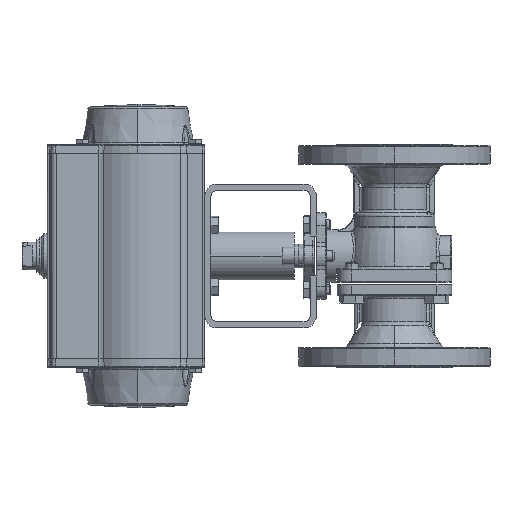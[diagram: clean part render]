
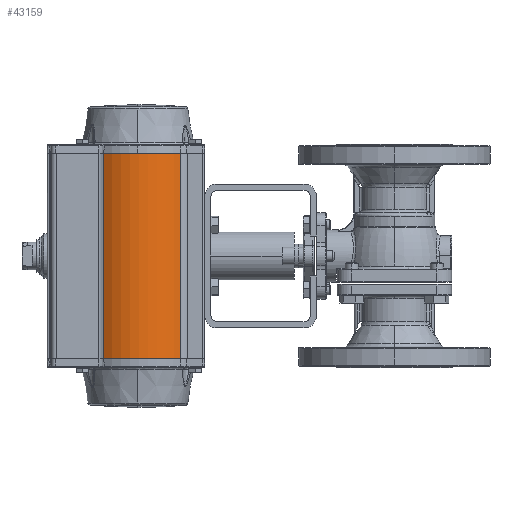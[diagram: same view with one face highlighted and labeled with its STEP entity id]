
A CAD part, left-side view. The second image highlights one B-rep face of the part: STEP entity #43159.
In plain terms, the highlighted cylindrical face has radius 47.5 mm (diameter 95 mm), a partial arc.
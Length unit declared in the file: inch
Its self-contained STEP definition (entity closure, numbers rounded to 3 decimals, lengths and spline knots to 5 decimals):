
#2394 = DIRECTION ( 'NONE',  ( 0., 0., -1. ) ) ;
#3976 = EDGE_CURVE ( 'NONE', #36671, #4198, #27962, .T. ) ;
#3982 = VERTEX_POINT ( 'NONE', #71480 ) ;
#4198 = VERTEX_POINT ( 'NONE', #69114 ) ;
#4754 = ORIENTED_EDGE ( 'NONE', *, *, #52439, .T. ) ;
#5512 = EDGE_LOOP ( 'NONE', ( #4754, #62184, #63300, #12211 ) ) ;
#10460 = DIRECTION ( 'NONE',  ( 0., -1., 0. ) ) ;
#11057 = VECTOR ( 'NONE', #2394, 39.37008 ) ;
#12211 = ORIENTED_EDGE ( 'NONE', *, *, #3976, .T. ) ;
#13076 = AXIS2_PLACEMENT_3D ( 'NONE', #64962, #31169, #70602 ) ;
#13515 = VERTEX_POINT ( 'NONE', #67951 ) ;
#14618 = CARTESIAN_POINT ( 'NONE',  ( -1.53724, 9.08155, -3.20866 ) ) ;
#14966 = FACE_OUTER_BOUND ( 'NONE', #5512, .T. ) ;
#16034 = AXIS2_PLACEMENT_3D ( 'NONE', #61487, #33366, #10460 ) ;
#23762 = CARTESIAN_POINT ( 'NONE',  ( 0., 8.01661, 3.20866 ) ) ;
#23865 = CARTESIAN_POINT ( 'NONE',  ( -1.30391, 6.67609, -3.20866 ) ) ;
#24347 = DIRECTION ( 'NONE',  ( 0., 0., 1. ) ) ;
#27962 = LINE ( 'NONE', #14618, #11057 ) ;
#29459 = DIRECTION ( 'NONE',  ( 0., -1., 0. ) ) ;
#31169 = DIRECTION ( 'NONE',  ( 0., 0., 1. ) ) ;
#33366 = DIRECTION ( 'NONE',  ( 0., 0., 1. ) ) ;
#33498 = VECTOR ( 'NONE', #24347, 39.37008 ) ;
#33515 = EDGE_CURVE ( 'NONE', #3982, #36671, #35170, .T. ) ;
#35170 = CIRCLE ( 'NONE', #70593, 1.87008 ) ;
#36671 = VERTEX_POINT ( 'NONE', #49686 ) ;
#39851 = CYLINDRICAL_SURFACE ( 'NONE', #16034, 1.87008 ) ;
#43159 = ADVANCED_FACE ( 'NONE', ( #14966 ), #39851, .T. ) ;
#48486 = LINE ( 'NONE', #23865, #33498 ) ;
#49686 = CARTESIAN_POINT ( 'NONE',  ( -1.53724, 9.08155, 3.20866 ) ) ;
#52439 = EDGE_CURVE ( 'NONE', #4198, #13515, #73347, .T. ) ;
#54647 = EDGE_CURVE ( 'NONE', #13515, #3982, #48486, .T. ) ;
#61487 = CARTESIAN_POINT ( 'NONE',  ( 0., 8.01661, -3.20866 ) ) ;
#62184 = ORIENTED_EDGE ( 'NONE', *, *, #54647, .T. ) ;
#63297 = DIRECTION ( 'NONE',  ( 0., 0., -1. ) ) ;
#63300 = ORIENTED_EDGE ( 'NONE', *, *, #33515, .T. ) ;
#64962 = CARTESIAN_POINT ( 'NONE',  ( 0., 8.01661, -3.20866 ) ) ;
#67951 = CARTESIAN_POINT ( 'NONE',  ( -1.30391, 6.67609, -3.20866 ) ) ;
#69114 = CARTESIAN_POINT ( 'NONE',  ( -1.53724, 9.08155, -3.20866 ) ) ;
#70593 = AXIS2_PLACEMENT_3D ( 'NONE', #23762, #63297, #29459 ) ;
#70602 = DIRECTION ( 'NONE',  ( 0., -1., 0. ) ) ;
#71480 = CARTESIAN_POINT ( 'NONE',  ( -1.30391, 6.67609, 3.20866 ) ) ;
#73347 = CIRCLE ( 'NONE', #13076, 1.87008 ) ;
